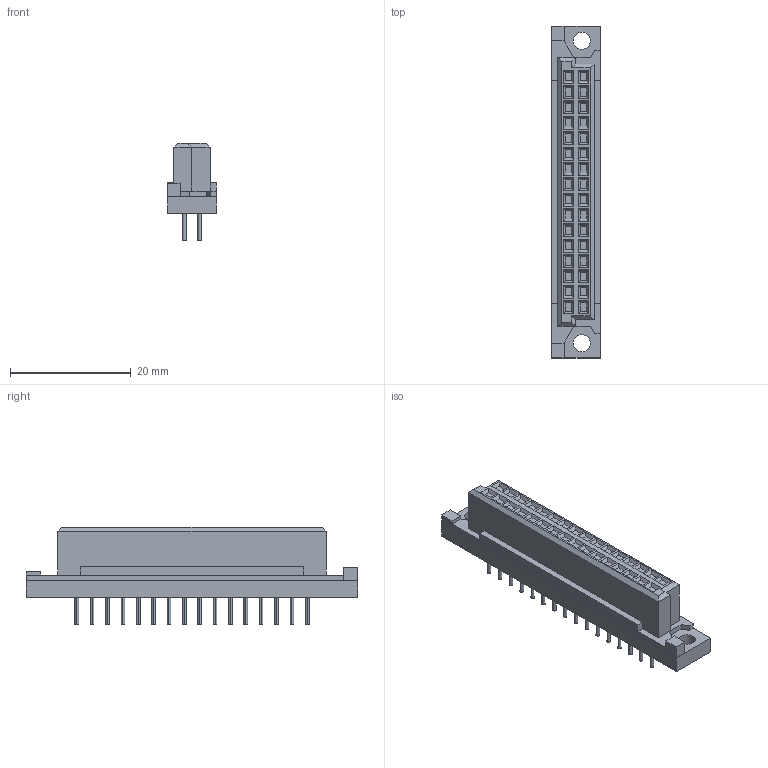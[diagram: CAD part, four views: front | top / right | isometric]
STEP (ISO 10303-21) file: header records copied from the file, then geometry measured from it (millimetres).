
FILE_DESCRIPTION((''),'2;1');
FILE_NAME('HARTING_09 22 232 6850.stp','2011-08-11T10:28:58',(''),(''),'Mechanical Desktop 2011','Mechanical Desktop 2011',', , ');
FILE_SCHEMA(('AUTOMOTIVE_DESIGN { 1 2 10303 214 1 1 1 1 }'));
Length unit declared in the file: millimetre
Products named in the file (1): Product
Bounding box: 8 x 54.9 x 16.1 mm (x, y, z)
Volume: 3721.5 mm3; surface area: 4425.2 mm2
Topology: 70 solids, 70 shells, 479 faces, 913 edges, 606 vertices
Faces by surface type: plane 187, bspline 162, cylinder 130
Entity records: 11650 total; most frequent: CARTESIAN_POINT 2869, ORIENTED_EDGE 1826, DIRECTION 1425, EDGE_CURVE 913, VERTEX_POINT 606, AXIS2_PLACEMENT_3D 578, EDGE_LOOP 515, FACE_OUTER_BOUND 479
